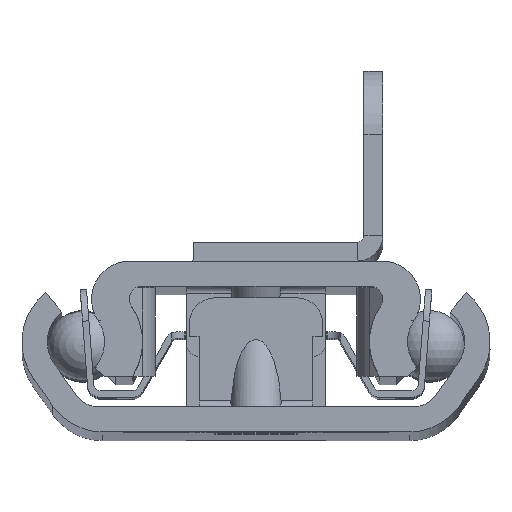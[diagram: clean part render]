
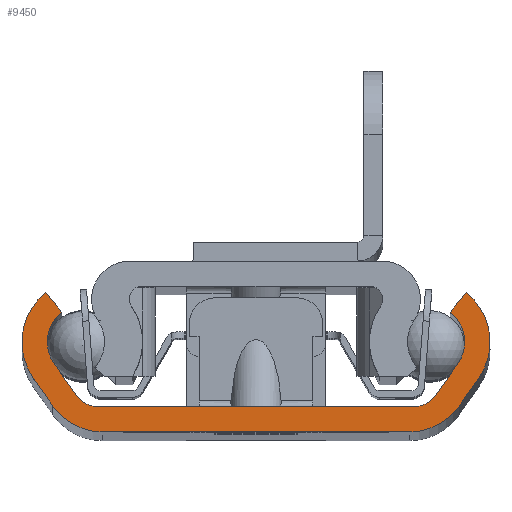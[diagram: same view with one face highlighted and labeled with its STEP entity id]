
A CAD part, top view. The second image highlights one B-rep face of the part: STEP entity #9450.
In plain terms, the highlighted face is planar.
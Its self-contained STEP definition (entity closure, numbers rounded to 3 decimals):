
#121=LINE('',#13556,#1157);
#148=LINE('',#13655,#1184);
#200=LINE('',#13837,#1236);
#204=LINE('',#13849,#1240);
#248=LINE('',#14020,#1284);
#251=LINE('',#14029,#1287);
#255=LINE('',#14044,#1291);
#258=LINE('',#14053,#1294);
#1157=VECTOR('',#10775,24.319);
#1184=VECTOR('',#10826,25.1);
#1236=VECTOR('',#10954,2.001);
#1240=VECTOR('',#10966,2.001);
#1284=VECTOR('',#11104,2.694);
#1287=VECTOR('',#11115,3.084);
#1291=VECTOR('',#11133,3.084);
#1294=VECTOR('',#11144,2.694);
#2233=PLANE('',#10014);
#2772=FACE_OUTER_BOUND('',#3288,.T.);
#3288=EDGE_LOOP('',(#6793,#6794,#6795,#6796,#6797,#6798,#6799,#6800,#6801,
#6802,#6803,#6804,#6805,#6806,#6807,#6808));
#3805=CIRCLE('',#9942,3.);
#3807=CIRCLE('',#9946,5.);
#3817=CIRCLE('',#9993,4.75);
#3820=CIRCLE('',#9998,5.);
#3821=CIRCLE('',#10001,2.);
#3823=CIRCLE('',#10004,2.);
#3826=CIRCLE('',#10009,3.);
#3827=CIRCLE('',#10012,4.75);
#4066=VERTEX_POINT('',#13554);
#4067=VERTEX_POINT('',#13555);
#4102=VERTEX_POINT('',#13653);
#4103=VERTEX_POINT('',#13654);
#4152=VERTEX_POINT('',#13827);
#4153=VERTEX_POINT('',#13829);
#4155=VERTEX_POINT('',#13835);
#4156=VERTEX_POINT('',#13839);
#4157=VERTEX_POINT('',#13841);
#4159=VERTEX_POINT('',#13847);
#4184=VERTEX_POINT('',#14013);
#4186=VERTEX_POINT('',#14019);
#4188=VERTEX_POINT('',#14028);
#4190=VERTEX_POINT('',#14037);
#4192=VERTEX_POINT('',#14043);
#4194=VERTEX_POINT('',#14052);
#5010=EDGE_CURVE('',#4066,#4067,#121,.T.);
#5048=EDGE_CURVE('',#4102,#4103,#148,.T.);
#5117=EDGE_CURVE('',#4152,#4153,#3805,.T.);
#5121=EDGE_CURVE('',#4155,#4152,#200,.T.);
#5123=EDGE_CURVE('',#4156,#4157,#3807,.T.);
#5127=EDGE_CURVE('',#4159,#4156,#204,.T.);
#5184=EDGE_CURVE('',#4067,#4184,#3817,.T.);
#5187=EDGE_CURVE('',#4184,#4186,#248,.T.);
#5191=EDGE_CURVE('',#4186,#4155,#3820,.T.);
#5192=EDGE_CURVE('',#4153,#4188,#251,.T.);
#5195=EDGE_CURVE('',#4188,#4102,#3821,.T.);
#5197=EDGE_CURVE('',#4103,#4190,#3823,.T.);
#5200=EDGE_CURVE('',#4190,#4192,#255,.T.);
#5204=EDGE_CURVE('',#4192,#4159,#3826,.T.);
#5205=EDGE_CURVE('',#4157,#4194,#258,.T.);
#5208=EDGE_CURVE('',#4194,#4066,#3827,.T.);
#6793=ORIENTED_EDGE('',*,*,#5184,.F.);
#6794=ORIENTED_EDGE('',*,*,#5010,.F.);
#6795=ORIENTED_EDGE('',*,*,#5208,.F.);
#6796=ORIENTED_EDGE('',*,*,#5205,.F.);
#6797=ORIENTED_EDGE('',*,*,#5123,.F.);
#6798=ORIENTED_EDGE('',*,*,#5127,.F.);
#6799=ORIENTED_EDGE('',*,*,#5204,.F.);
#6800=ORIENTED_EDGE('',*,*,#5200,.F.);
#6801=ORIENTED_EDGE('',*,*,#5197,.F.);
#6802=ORIENTED_EDGE('',*,*,#5048,.F.);
#6803=ORIENTED_EDGE('',*,*,#5195,.F.);
#6804=ORIENTED_EDGE('',*,*,#5192,.F.);
#6805=ORIENTED_EDGE('',*,*,#5117,.F.);
#6806=ORIENTED_EDGE('',*,*,#5121,.F.);
#6807=ORIENTED_EDGE('',*,*,#5191,.F.);
#6808=ORIENTED_EDGE('',*,*,#5187,.F.);
#9450=ADVANCED_FACE('',(#2772),#2233,.F.);
#9942=AXIS2_PLACEMENT_3D('',#13830,#10946,#10947);
#9946=AXIS2_PLACEMENT_3D('',#13842,#10958,#10959);
#9993=AXIS2_PLACEMENT_3D('',#14014,#11097,#11098);
#9998=AXIS2_PLACEMENT_3D('',#14026,#11111,#11112);
#10001=AXIS2_PLACEMENT_3D('',#14034,#11120,#11121);
#10004=AXIS2_PLACEMENT_3D('',#14038,#11126,#11127);
#10009=AXIS2_PLACEMENT_3D('',#14050,#11140,#11141);
#10012=AXIS2_PLACEMENT_3D('',#14058,#11149,#11150);
#10014=AXIS2_PLACEMENT_3D('',#14060,#11153,#11154);
#10775=DIRECTION('',(1.,0.,0.));
#10826=DIRECTION('',(-1.,0.,0.));
#10946=DIRECTION('center_axis',(0.,0.,-1.));
#10947=DIRECTION('ref_axis',(-0.819,0.574,0.));
#10954=DIRECTION('',(-0.639,-0.769,0.));
#10958=DIRECTION('center_axis',(0.,0.,1.));
#10959=DIRECTION('ref_axis',(-0.626,0.78,0.));
#10966=DIRECTION('',(-0.639,0.769,0.));
#11097=DIRECTION('center_axis',(0.,0.,1.));
#11098=DIRECTION('ref_axis',(0.,-1.,0.));
#11104=DIRECTION('',(0.574,0.819,0.));
#11111=DIRECTION('center_axis',(0.,0.,1.));
#11112=DIRECTION('ref_axis',(0.819,-0.574,0.));
#11115=DIRECTION('',(-0.574,-0.819,0.));
#11120=DIRECTION('center_axis',(0.,0.,-1.));
#11121=DIRECTION('ref_axis',(0.,1.,0.));
#11126=DIRECTION('center_axis',(0.,0.,-1.));
#11127=DIRECTION('ref_axis',(0.819,0.574,0.));
#11133=DIRECTION('',(-0.574,0.819,0.));
#11140=DIRECTION('center_axis',(0.,0.,-1.));
#11141=DIRECTION('ref_axis',(0.617,-0.787,0.));
#11144=DIRECTION('',(0.574,-0.819,0.));
#11149=DIRECTION('center_axis',(0.,0.,1.));
#11150=DIRECTION('ref_axis',(-0.819,-0.574,0.));
#11153=DIRECTION('center_axis',(0.,0.,1.));
#11154=DIRECTION('ref_axis',(1.,0.,0.));
#13554=CARTESIAN_POINT('',(-12.16,0.,-400.));
#13555=CARTESIAN_POINT('',(12.16,0.,-400.));
#13556=CARTESIAN_POINT('',(0.,0.,-400.));
#13653=CARTESIAN_POINT('',(12.55,2.,-400.));
#13654=CARTESIAN_POINT('',(-12.55,2.,-400.));
#13655=CARTESIAN_POINT('',(0.,2.,-400.));
#13827=CARTESIAN_POINT('',(15.35,9.462,-400.));
#13829=CARTESIAN_POINT('',(15.957,5.379,-400.));
#13830=CARTESIAN_POINT('Origin',(13.5,7.1,-400.));
#13835=CARTESIAN_POINT('',(16.629,11.,-400.));
#13837=CARTESIAN_POINT('',(16.629,11.,-400.));
#13839=CARTESIAN_POINT('',(-16.629,11.,-400.));
#13841=CARTESIAN_POINT('',(-17.596,4.232,-400.));
#13842=CARTESIAN_POINT('Origin',(-13.5,7.1,-400.));
#13847=CARTESIAN_POINT('',(-15.35,9.462,-400.));
#13849=CARTESIAN_POINT('',(-15.35,9.462,-400.));
#14013=CARTESIAN_POINT('',(16.051,2.026,-400.));
#14014=CARTESIAN_POINT('Origin',(12.16,4.75,-400.));
#14019=CARTESIAN_POINT('',(17.596,4.232,-400.));
#14020=CARTESIAN_POINT('',(16.051,2.026,-400.));
#14026=CARTESIAN_POINT('Origin',(13.5,7.1,-400.));
#14028=CARTESIAN_POINT('',(14.188,2.853,-400.));
#14029=CARTESIAN_POINT('',(15.957,5.379,-400.));
#14034=CARTESIAN_POINT('Origin',(12.55,4.,-400.));
#14037=CARTESIAN_POINT('',(-14.188,2.853,-400.));
#14038=CARTESIAN_POINT('Origin',(-12.55,4.,-400.));
#14043=CARTESIAN_POINT('',(-15.957,5.379,-400.));
#14044=CARTESIAN_POINT('',(-14.188,2.853,-400.));
#14050=CARTESIAN_POINT('Origin',(-13.5,7.1,-400.));
#14052=CARTESIAN_POINT('',(-16.051,2.026,-400.));
#14053=CARTESIAN_POINT('',(-17.596,4.232,-400.));
#14058=CARTESIAN_POINT('Origin',(-12.16,4.75,-400.));
#14060=CARTESIAN_POINT('Origin',(0.,3.266,-400.));
